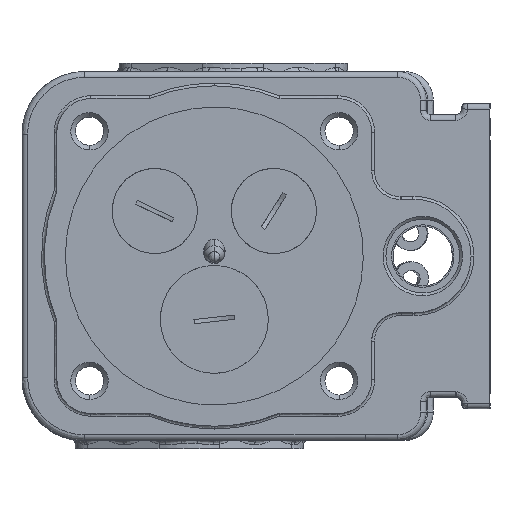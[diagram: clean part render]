
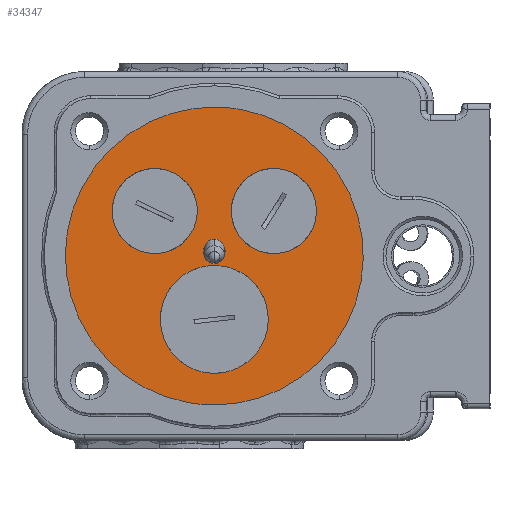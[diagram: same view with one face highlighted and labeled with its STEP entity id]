
A CAD part, front view. The second image highlights one B-rep face of the part: STEP entity #34347.
In plain terms, the highlighted free-form (B-spline) face has degree [1, 1] with [2, 2] control points.
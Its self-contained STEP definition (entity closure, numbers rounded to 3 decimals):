
#7972 = VERTEX_POINT('',#7973);
#7973 = CARTESIAN_POINT('',(8.73,72.149,97.022
    ));
#7978 = EDGE_CURVE('',#7972,#7979,#7981,.T.);
#7979 = VERTEX_POINT('',#7980);
#7980 = CARTESIAN_POINT('',(8.73,72.149,
    124.463));
#7981 = ( BOUNDED_CURVE() B_SPLINE_CURVE(2,(#7982,#7983,#7984,#7985,
#7986),.UNSPECIFIED.,.F.,.F.) B_SPLINE_CURVE_WITH_KNOTS((3,2,3),(0.,
1.571,3.142),.PIECEWISE_BEZIER_KNOTS.) CURVE() 
GEOMETRIC_REPRESENTATION_ITEM() RATIONAL_B_SPLINE_CURVE((1.,
0.707,1.,0.707,1.)) REPRESENTATION_ITEM('') );
#7982 = CARTESIAN_POINT('',(8.73,72.149,97.022
    ));
#7983 = CARTESIAN_POINT('',(-4.99,72.149,
    97.022));
#7984 = CARTESIAN_POINT('',(-4.99,72.149,
    110.742));
#7985 = CARTESIAN_POINT('',(-4.99,72.149,
    124.463));
#7986 = CARTESIAN_POINT('',(8.73,72.149,
    124.463));
#8020 = VERTEX_POINT('',#8021);
#8021 = CARTESIAN_POINT('',(27.939,72.149,
    58.411));
#8026 = EDGE_CURVE('',#8020,#8027,#8029,.T.);
#8027 = VERTEX_POINT('',#8028);
#8028 = CARTESIAN_POINT('',(27.939,72.149,
    93.171));
#8029 = ( BOUNDED_CURVE() B_SPLINE_CURVE(2,(#8030,#8031,#8032,#8033,
#8034),.UNSPECIFIED.,.F.,.F.) B_SPLINE_CURVE_WITH_KNOTS((3,2,3),(0.,
1.571,3.142),.PIECEWISE_BEZIER_KNOTS.) CURVE() 
GEOMETRIC_REPRESENTATION_ITEM() RATIONAL_B_SPLINE_CURVE((1.,
0.707,1.,0.707,1.)) REPRESENTATION_ITEM('') );
#8030 = CARTESIAN_POINT('',(27.939,72.149,
    58.411));
#8031 = CARTESIAN_POINT('',(10.56,72.149,
    58.411));
#8032 = CARTESIAN_POINT('',(10.56,72.149,
    75.791));
#8033 = CARTESIAN_POINT('',(10.56,72.149,
    93.171));
#8034 = CARTESIAN_POINT('',(27.939,72.149,
    93.171));
#8068 = VERTEX_POINT('',#8069);
#8069 = CARTESIAN_POINT('',(47.148,72.149,
    97.022));
#8074 = EDGE_CURVE('',#8068,#8075,#8077,.T.);
#8075 = VERTEX_POINT('',#8076);
#8076 = CARTESIAN_POINT('',(47.148,72.149,
    124.463));
#8077 = ( BOUNDED_CURVE() B_SPLINE_CURVE(2,(#8078,#8079,#8080,#8081,
#8082),.UNSPECIFIED.,.F.,.F.) B_SPLINE_CURVE_WITH_KNOTS((3,2,3),(0.,
1.571,3.142),.PIECEWISE_BEZIER_KNOTS.) CURVE() 
GEOMETRIC_REPRESENTATION_ITEM() RATIONAL_B_SPLINE_CURVE((1.,
0.707,1.,0.707,1.)) REPRESENTATION_ITEM('') );
#8078 = CARTESIAN_POINT('',(47.148,72.149,
    97.022));
#8079 = CARTESIAN_POINT('',(33.427,72.149,
    97.022));
#8080 = CARTESIAN_POINT('',(33.427,72.149,
    110.742));
#8081 = CARTESIAN_POINT('',(33.427,72.149,
    124.463));
#8082 = CARTESIAN_POINT('',(47.148,72.149,
    124.463));
#13602 = VERTEX_POINT('',#13603);
#13603 = CARTESIAN_POINT('',(27.939,72.149,
    48.199));
#13621 = VERTEX_POINT('',#13622);
#13622 = CARTESIAN_POINT('',(27.939,72.149,
    144.244));
#13627 = EDGE_CURVE('',#13621,#13602,#13628,.T.);
#13628 = ( BOUNDED_CURVE() B_SPLINE_CURVE(2,(#13629,#13630,#13631,#13632
,#13633),.UNSPECIFIED.,.F.,.F.) B_SPLINE_CURVE_WITH_KNOTS((3,2,3),(
    3.142,4.712,6.283),
.PIECEWISE_BEZIER_KNOTS.) CURVE() GEOMETRIC_REPRESENTATION_ITEM() 
RATIONAL_B_SPLINE_CURVE((1.,0.707,1.,0.707,1.)) 
REPRESENTATION_ITEM('') );
#13629 = CARTESIAN_POINT('',(27.939,72.149,
    144.244));
#13630 = CARTESIAN_POINT('',(-20.083,72.149,
    144.244));
#13631 = CARTESIAN_POINT('',(-20.083,72.149,
    96.221));
#13632 = CARTESIAN_POINT('',(-20.083,72.149,
    48.199));
#13633 = CARTESIAN_POINT('',(27.939,72.149,
    48.199));
#15468 = VERTEX_POINT('',#15469);
#15469 = CARTESIAN_POINT('',(27.93,72.149,
    101.704));
#15487 = VERTEX_POINT('',#15488);
#15488 = CARTESIAN_POINT('',(27.93,72.149,
    93.677));
#15493 = EDGE_CURVE('',#15487,#15468,#15494,.T.);
#15494 = ( BOUNDED_CURVE() B_SPLINE_CURVE(3,(#15495,#15496,#15497,#15498
),.UNSPECIFIED.,.F.,.F.) B_SPLINE_CURVE_WITH_KNOTS((4,4),(3.142,
6.283),.PIECEWISE_BEZIER_KNOTS.) CURVE() 
GEOMETRIC_REPRESENTATION_ITEM() RATIONAL_B_SPLINE_CURVE((1.,
0.333,0.333,1.)) REPRESENTATION_ITEM('') );
#15495 = CARTESIAN_POINT('',(27.93,72.149,
    93.677));
#15496 = CARTESIAN_POINT('',(20.979,72.149,
    93.677));
#15497 = CARTESIAN_POINT('',(20.979,72.149,
    101.704));
#15498 = CARTESIAN_POINT('',(27.93,72.149,
    101.704));
#30312 = EDGE_CURVE('',#15468,#15487,#30313,.T.);
#30313 = ( BOUNDED_CURVE() B_SPLINE_CURVE(3,(#30314,#30315,#30316,#30317
),.UNSPECIFIED.,.F.,.F.) B_SPLINE_CURVE_WITH_KNOTS((4,4),(0.,
3.142),.PIECEWISE_BEZIER_KNOTS.) CURVE() 
GEOMETRIC_REPRESENTATION_ITEM() RATIONAL_B_SPLINE_CURVE((1.,
0.333,0.333,1.)) REPRESENTATION_ITEM('') );
#30314 = CARTESIAN_POINT('',(27.93,72.149,
    101.704));
#30315 = CARTESIAN_POINT('',(34.882,72.149,
    101.704));
#30316 = CARTESIAN_POINT('',(34.882,72.149,
    93.677));
#30317 = CARTESIAN_POINT('',(27.93,72.149,
    93.677));
#34347 = ADVANCED_FACE('',(#34348,#34359,#34370,#34381,#34385),#34396,
  .T.);
#34348 = FACE_BOUND('',#34349,.T.);
#34349 = EDGE_LOOP('',(#34350,#34351));
#34350 = ORIENTED_EDGE('',*,*,#8074,.T.);
#34351 = ORIENTED_EDGE('',*,*,#34352,.T.);
#34352 = EDGE_CURVE('',#8075,#8068,#34353,.T.);
#34353 = ( BOUNDED_CURVE() B_SPLINE_CURVE(2,(#34354,#34355,#34356,#34357
,#34358),.UNSPECIFIED.,.F.,.F.) B_SPLINE_CURVE_WITH_KNOTS((3,2,3),(
    3.142,4.712,6.283),
.PIECEWISE_BEZIER_KNOTS.) CURVE() GEOMETRIC_REPRESENTATION_ITEM() 
RATIONAL_B_SPLINE_CURVE((1.,0.707,1.,0.707,1.)) 
REPRESENTATION_ITEM('') );
#34354 = CARTESIAN_POINT('',(47.148,72.149,
    124.463));
#34355 = CARTESIAN_POINT('',(60.869,72.149,
    124.463));
#34356 = CARTESIAN_POINT('',(60.869,72.149,
    110.742));
#34357 = CARTESIAN_POINT('',(60.869,72.149,
    97.022));
#34358 = CARTESIAN_POINT('',(47.148,72.149,
    97.022));
#34359 = FACE_BOUND('',#34360,.T.);
#34360 = EDGE_LOOP('',(#34361,#34362));
#34361 = ORIENTED_EDGE('',*,*,#8026,.T.);
#34362 = ORIENTED_EDGE('',*,*,#34363,.T.);
#34363 = EDGE_CURVE('',#8027,#8020,#34364,.T.);
#34364 = ( BOUNDED_CURVE() B_SPLINE_CURVE(2,(#34365,#34366,#34367,#34368
,#34369),.UNSPECIFIED.,.F.,.F.) B_SPLINE_CURVE_WITH_KNOTS((3,2,3),(
    3.142,4.712,6.283),
.PIECEWISE_BEZIER_KNOTS.) CURVE() GEOMETRIC_REPRESENTATION_ITEM() 
RATIONAL_B_SPLINE_CURVE((1.,0.707,1.,0.707,1.)) 
REPRESENTATION_ITEM('') );
#34365 = CARTESIAN_POINT('',(27.939,72.149,
    93.171));
#34366 = CARTESIAN_POINT('',(45.319,72.149,
    93.171));
#34367 = CARTESIAN_POINT('',(45.319,72.149,
    75.791));
#34368 = CARTESIAN_POINT('',(45.319,72.149,
    58.411));
#34369 = CARTESIAN_POINT('',(27.939,72.149,
    58.411));
#34370 = FACE_BOUND('',#34371,.T.);
#34371 = EDGE_LOOP('',(#34372,#34373));
#34372 = ORIENTED_EDGE('',*,*,#7978,.T.);
#34373 = ORIENTED_EDGE('',*,*,#34374,.T.);
#34374 = EDGE_CURVE('',#7979,#7972,#34375,.T.);
#34375 = ( BOUNDED_CURVE() B_SPLINE_CURVE(2,(#34376,#34377,#34378,#34379
,#34380),.UNSPECIFIED.,.F.,.F.) B_SPLINE_CURVE_WITH_KNOTS((3,2,3),(
    3.142,4.712,6.283),
.PIECEWISE_BEZIER_KNOTS.) CURVE() GEOMETRIC_REPRESENTATION_ITEM() 
RATIONAL_B_SPLINE_CURVE((1.,0.707,1.,0.707,1.)) 
REPRESENTATION_ITEM('') );
#34376 = CARTESIAN_POINT('',(8.73,72.149,
    124.463));
#34377 = CARTESIAN_POINT('',(22.451,72.149,
    124.463));
#34378 = CARTESIAN_POINT('',(22.451,72.149,
    110.742));
#34379 = CARTESIAN_POINT('',(22.451,72.149,
    97.022));
#34380 = CARTESIAN_POINT('',(8.73,72.149,
    97.022));
#34381 = FACE_BOUND('',#34382,.T.);
#34382 = EDGE_LOOP('',(#34383,#34384));
#34383 = ORIENTED_EDGE('',*,*,#30312,.T.);
#34384 = ORIENTED_EDGE('',*,*,#15493,.T.);
#34385 = FACE_BOUND('',#34386,.T.);
#34386 = EDGE_LOOP('',(#34387,#34395));
#34387 = ORIENTED_EDGE('',*,*,#34388,.T.);
#34388 = EDGE_CURVE('',#13602,#13621,#34389,.T.);
#34389 = ( BOUNDED_CURVE() B_SPLINE_CURVE(2,(#34390,#34391,#34392,#34393
,#34394),.UNSPECIFIED.,.F.,.F.) B_SPLINE_CURVE_WITH_KNOTS((3,2,3),(0.,
1.571,3.142),.PIECEWISE_BEZIER_KNOTS.) CURVE() 
GEOMETRIC_REPRESENTATION_ITEM() RATIONAL_B_SPLINE_CURVE((1.,
0.707,1.,0.707,1.)) REPRESENTATION_ITEM('') );
#34390 = CARTESIAN_POINT('',(27.939,72.149,
    48.199));
#34391 = CARTESIAN_POINT('',(75.962,72.149,
    48.199));
#34392 = CARTESIAN_POINT('',(75.962,72.149,
    96.221));
#34393 = CARTESIAN_POINT('',(75.962,72.149,
    144.244));
#34394 = CARTESIAN_POINT('',(27.939,72.149,
    144.244));
#34395 = ORIENTED_EDGE('',*,*,#13627,.T.);
#34396 = B_SPLINE_SURFACE_WITH_KNOTS('',1,1,(
    (#34397,#34398)
    ,(#34399,#34400
    )),.UNSPECIFIED.,.F.,.F.,.F.,(2,2),(2,2),(-52.517,
    52.483),(-102.487,2.513),
  .PIECEWISE_BEZIER_KNOTS.);
#34397 = CARTESIAN_POINT('',(-20.083,72.149,
    144.244));
#34398 = CARTESIAN_POINT('',(75.962,72.149,
    144.244));
#34399 = CARTESIAN_POINT('',(-20.083,72.149,
    48.199));
#34400 = CARTESIAN_POINT('',(75.962,72.149,
    48.199));
